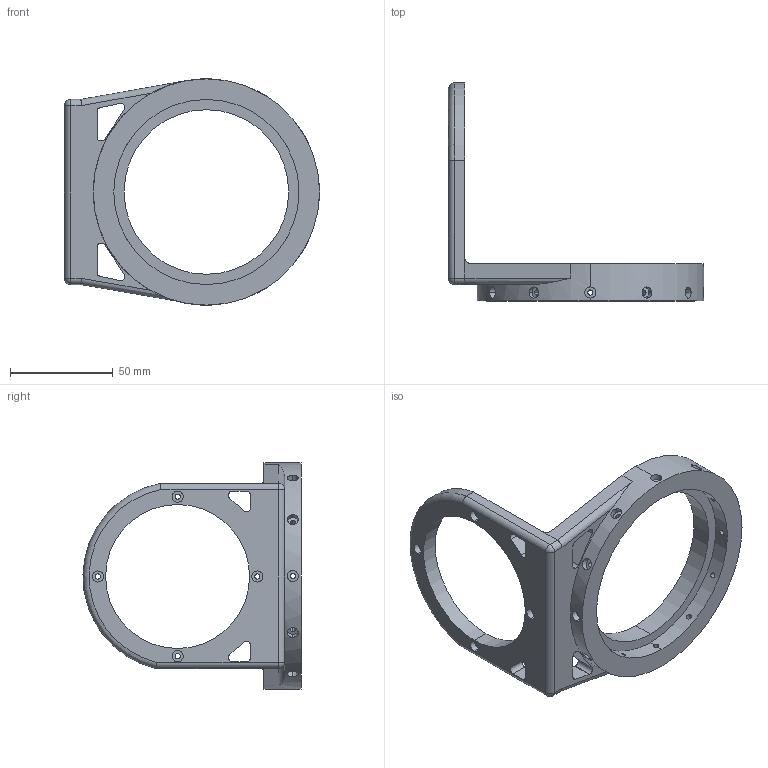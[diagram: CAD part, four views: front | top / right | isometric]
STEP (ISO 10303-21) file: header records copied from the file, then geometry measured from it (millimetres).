
FILE_DESCRIPTION (( 'STEP AP214' ), '1' );
FILE_NAME ('thigh1.step', '2024-09-12T07:58:13', ( '' ), ( '' ), 'SwSTEP 2.0', 'SolidWorks 2021', '' );
FILE_SCHEMA (( 'AUTOMOTIVE_DESIGN' ));
Length unit declared in the file: millimetre
Products named in the file (1): thigh1
Bounding box: 124 x 105.99 x 110 mm (x, y, z)
Volume: 110373.2 mm3; surface area: 35650.2 mm2
Topology: 1 solids, 1 shells, 152 faces, 389 edges, 254 vertices
Faces by surface type: cylinder 106, plane 42, sphere 2, torus 1, bspline 1
Entity records: 6134 total; most frequent: CARTESIAN_POINT 2319, DIRECTION 779, ORIENTED_EDGE 774, EDGE_CURVE 387, AXIS2_PLACEMENT_3D 308, VERTEX_POINT 254, EDGE_LOOP 213, VECTOR 163
